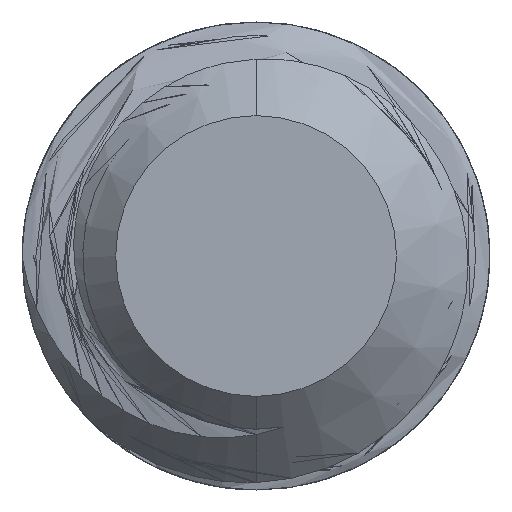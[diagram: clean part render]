
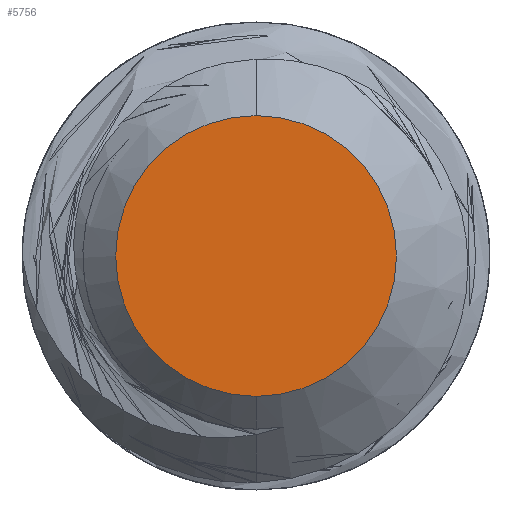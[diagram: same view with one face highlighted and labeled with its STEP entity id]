
A CAD part, left-side view. The second image highlights one B-rep face of the part: STEP entity #5756.
In plain terms, the highlighted planar face has unit normal (-1, 0, 0).
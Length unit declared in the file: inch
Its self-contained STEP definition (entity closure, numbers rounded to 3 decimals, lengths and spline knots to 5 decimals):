
#831 = CARTESIAN_POINT ( 'NONE',  ( -1.5, 0., 0. ) ) ;
#1613 = EDGE_CURVE ( 'NONE', #3493, #3475, #6539, .T. ) ;
#1971 = CARTESIAN_POINT ( 'NONE',  ( -1.5, 0., 0. ) ) ;
#2302 = DIRECTION ( 'NONE',  ( 0., 0., -1. ) ) ;
#2306 = DIRECTION ( 'NONE',  ( -1., 0., 0. ) ) ;
#2331 = PLANE ( 'NONE',  #8949 ) ;
#2504 = ORIENTED_EDGE ( 'NONE', *, *, #1613, .T. ) ;
#2692 = AXIS2_PLACEMENT_3D ( 'NONE', #1971, #2717, #8180 ) ;
#2717 = DIRECTION ( 'NONE',  ( -1., 0., 0. ) ) ;
#2848 = EDGE_LOOP ( 'NONE', ( #2504, #9333 ) ) ;
#2870 = AXIS2_PLACEMENT_3D ( 'NONE', #10039, #2306, #6196 ) ;
#3156 = DIRECTION ( 'NONE',  ( 1., 0., 0. ) ) ;
#3177 = CARTESIAN_POINT ( 'NONE',  ( -1.5, 0., 0.075 ) ) ;
#3475 = VERTEX_POINT ( 'NONE', #3177 ) ;
#3493 = VERTEX_POINT ( 'NONE', #4131 ) ;
#3770 = EDGE_CURVE ( 'NONE', #3475, #3493, #8393, .T. ) ;
#4131 = CARTESIAN_POINT ( 'NONE',  ( -1.5, 0., -0.075 ) ) ;
#5756 = ADVANCED_FACE ( 'NONE', ( #9331 ), #2331, .F. ) ;
#6196 = DIRECTION ( 'NONE',  ( 0., 0., 1. ) ) ;
#6539 = CIRCLE ( 'NONE', #2870, 0.075 ) ;
#8180 = DIRECTION ( 'NONE',  ( 0., 0., 1. ) ) ;
#8393 = CIRCLE ( 'NONE', #2692, 0.075 ) ;
#8949 = AXIS2_PLACEMENT_3D ( 'NONE', #831, #3156, #2302 ) ;
#9331 = FACE_OUTER_BOUND ( 'NONE', #2848, .T. ) ;
#9333 = ORIENTED_EDGE ( 'NONE', *, *, #3770, .T. ) ;
#10039 = CARTESIAN_POINT ( 'NONE',  ( -1.5, 0., 0. ) ) ;
